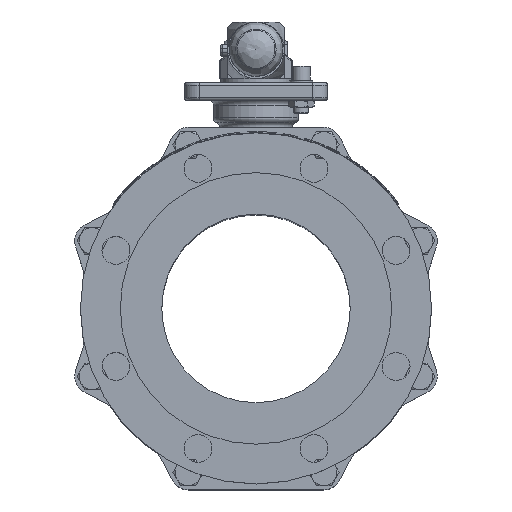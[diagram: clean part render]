
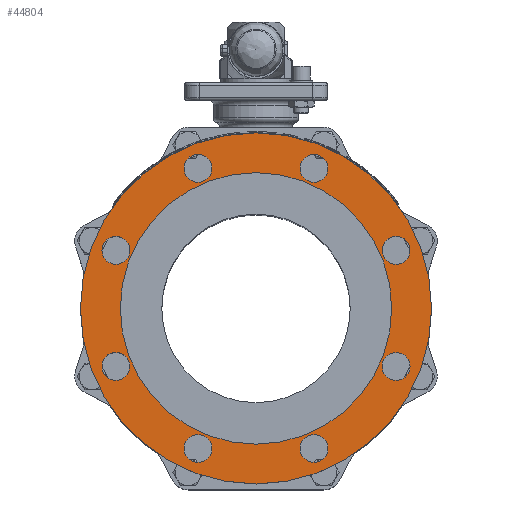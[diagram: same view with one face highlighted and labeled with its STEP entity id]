
A CAD part, top view. The second image highlights one B-rep face of the part: STEP entity #44804.
In plain terms, the highlighted planar face has unit normal (0, 0, 1).
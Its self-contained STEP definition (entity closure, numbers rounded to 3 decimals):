
#9630=FACE_BOUND('',#13617,.T.);
#9631=FACE_BOUND('',#13618,.T.);
#9632=FACE_BOUND('',#13619,.T.);
#9633=FACE_BOUND('',#13620,.T.);
#9634=FACE_BOUND('',#13621,.T.);
#9635=FACE_BOUND('',#13622,.T.);
#9636=FACE_BOUND('',#13623,.T.);
#9637=FACE_BOUND('',#13624,.T.);
#9638=FACE_BOUND('',#13625,.T.);
#10880=FACE_OUTER_BOUND('',#13616,.T.);
#13616=EDGE_LOOP('',(#32526));
#13617=EDGE_LOOP('',(#32527));
#13618=EDGE_LOOP('',(#32528));
#13619=EDGE_LOOP('',(#32529));
#13620=EDGE_LOOP('',(#32530));
#13621=EDGE_LOOP('',(#32531));
#13622=EDGE_LOOP('',(#32532));
#13623=EDGE_LOOP('',(#32533));
#13624=EDGE_LOOP('',(#32534));
#13625=EDGE_LOOP('',(#32535));
#15825=CIRCLE('',#47437,139.7);
#15922=CIRCLE('',#47605,11.1);
#15923=CIRCLE('',#47607,11.1);
#15924=CIRCLE('',#47609,11.1);
#15925=CIRCLE('',#47611,11.1);
#15926=CIRCLE('',#47613,11.1);
#15927=CIRCLE('',#47615,11.1);
#15928=CIRCLE('',#47617,11.1);
#15929=CIRCLE('',#47619,11.1);
#15930=CIRCLE('',#47621,108.);
#18317=VERTEX_POINT('',#73657);
#18434=VERTEX_POINT('',#74758);
#18435=VERTEX_POINT('',#74761);
#18436=VERTEX_POINT('',#74764);
#18437=VERTEX_POINT('',#74767);
#18438=VERTEX_POINT('',#74770);
#18439=VERTEX_POINT('',#74773);
#18440=VERTEX_POINT('',#74776);
#18441=VERTEX_POINT('',#74779);
#18442=VERTEX_POINT('',#74782);
#23368=EDGE_CURVE('',#18317,#18317,#15825,.T.);
#23549=EDGE_CURVE('',#18434,#18434,#15922,.T.);
#23550=EDGE_CURVE('',#18435,#18435,#15923,.T.);
#23551=EDGE_CURVE('',#18436,#18436,#15924,.T.);
#23552=EDGE_CURVE('',#18437,#18437,#15925,.T.);
#23553=EDGE_CURVE('',#18438,#18438,#15926,.T.);
#23554=EDGE_CURVE('',#18439,#18439,#15927,.T.);
#23555=EDGE_CURVE('',#18440,#18440,#15928,.T.);
#23556=EDGE_CURVE('',#18441,#18441,#15929,.T.);
#23557=EDGE_CURVE('',#18442,#18442,#15930,.T.);
#32526=ORIENTED_EDGE('',*,*,#23368,.T.);
#32527=ORIENTED_EDGE('',*,*,#23549,.T.);
#32528=ORIENTED_EDGE('',*,*,#23550,.T.);
#32529=ORIENTED_EDGE('',*,*,#23551,.T.);
#32530=ORIENTED_EDGE('',*,*,#23552,.T.);
#32531=ORIENTED_EDGE('',*,*,#23553,.T.);
#32532=ORIENTED_EDGE('',*,*,#23554,.T.);
#32533=ORIENTED_EDGE('',*,*,#23555,.T.);
#32534=ORIENTED_EDGE('',*,*,#23556,.T.);
#32535=ORIENTED_EDGE('',*,*,#23557,.T.);
#40764=PLANE('',#47620);
#44804=ADVANCED_FACE('',(#10880,#9630,#9631,#9632,#9633,#9634,#9635,#9636,
#9637,#9638),#40764,.F.);
#47437=AXIS2_PLACEMENT_3D('',#73658,#52523,#52524);
#47605=AXIS2_PLACEMENT_3D('',#74759,#52899,#52900);
#47607=AXIS2_PLACEMENT_3D('',#74762,#52903,#52904);
#47609=AXIS2_PLACEMENT_3D('',#74765,#52907,#52908);
#47611=AXIS2_PLACEMENT_3D('',#74768,#52911,#52912);
#47613=AXIS2_PLACEMENT_3D('',#74771,#52915,#52916);
#47615=AXIS2_PLACEMENT_3D('',#74774,#52919,#52920);
#47617=AXIS2_PLACEMENT_3D('',#74777,#52923,#52924);
#47619=AXIS2_PLACEMENT_3D('',#74780,#52927,#52928);
#47620=AXIS2_PLACEMENT_3D('',#74781,#52929,#52930);
#47621=AXIS2_PLACEMENT_3D('',#74783,#52931,#52932);
#52523=DIRECTION('center_axis',(0.,0.,
1.));
#52524=DIRECTION('ref_axis',(-1.,0.,0.));
#52899=DIRECTION('center_axis',(0.,0.,
-1.));
#52900=DIRECTION('ref_axis',(0.707,0.707,0.));
#52903=DIRECTION('center_axis',(0.,0.,
-1.));
#52904=DIRECTION('ref_axis',(0.,1.,0.));
#52907=DIRECTION('center_axis',(0.,0.,
-1.));
#52908=DIRECTION('ref_axis',(-0.707,0.707,0.));
#52911=DIRECTION('center_axis',(0.,0.,
-1.));
#52912=DIRECTION('ref_axis',(-1.,0.,0.));
#52915=DIRECTION('center_axis',(0.,0.,
-1.));
#52916=DIRECTION('ref_axis',(-0.707,-0.707,0.));
#52919=DIRECTION('center_axis',(0.,0.,
-1.));
#52920=DIRECTION('ref_axis',(0.,-1.,0.));
#52923=DIRECTION('center_axis',(0.,0.,
-1.));
#52924=DIRECTION('ref_axis',(0.707,-0.707,0.));
#52927=DIRECTION('center_axis',(0.,0.,
-1.));
#52928=DIRECTION('ref_axis',(1.,0.,0.));
#52929=DIRECTION('center_axis',(0.,0.,
-1.));
#52930=DIRECTION('ref_axis',(1.,0.,0.));
#52931=DIRECTION('center_axis',(0.,0.,
-1.));
#52932=DIRECTION('ref_axis',(-1.,0.,0.));
#73657=CARTESIAN_POINT('',(139.7,0.,392.4));
#73658=CARTESIAN_POINT('Origin',(0.,0.,
392.4));
#74758=CARTESIAN_POINT('',(103.617,38.322,392.4));
#74759=CARTESIAN_POINT('Origin',(111.466,46.171,392.4));
#74761=CARTESIAN_POINT('',(46.171,100.366,392.4));
#74762=CARTESIAN_POINT('Origin',(46.171,111.466,392.4));
#74764=CARTESIAN_POINT('',(-38.322,103.617,392.4));
#74765=CARTESIAN_POINT('Origin',(-46.171,111.466,392.4));
#74767=CARTESIAN_POINT('',(-100.366,46.171,392.4));
#74768=CARTESIAN_POINT('Origin',(-111.466,46.171,392.4));
#74770=CARTESIAN_POINT('',(-103.617,-38.322,392.4));
#74771=CARTESIAN_POINT('Origin',(-111.466,-46.171,392.4));
#74773=CARTESIAN_POINT('',(-46.171,-100.366,392.4));
#74774=CARTESIAN_POINT('Origin',(-46.171,-111.466,392.4));
#74776=CARTESIAN_POINT('',(38.322,-103.617,392.4));
#74777=CARTESIAN_POINT('Origin',(46.171,-111.466,392.4));
#74779=CARTESIAN_POINT('',(100.366,-46.171,392.4));
#74780=CARTESIAN_POINT('Origin',(111.466,-46.171,392.4));
#74781=CARTESIAN_POINT('Origin',(0.,0.,
392.4));
#74782=CARTESIAN_POINT('',(108.,0.,392.4));
#74783=CARTESIAN_POINT('Origin',(0.,0.,
392.4));
